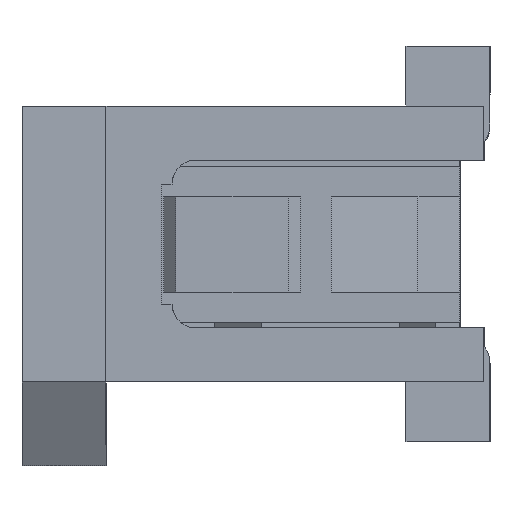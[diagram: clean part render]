
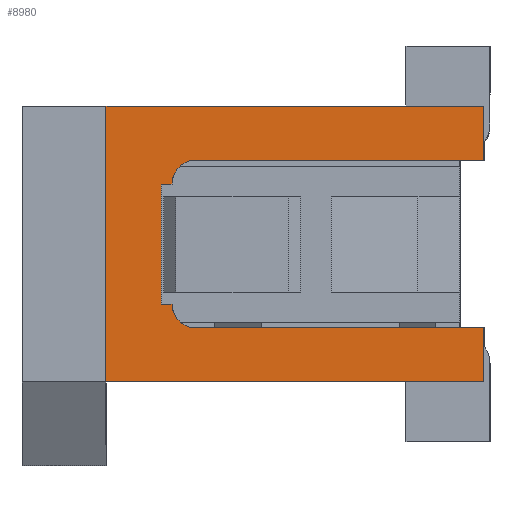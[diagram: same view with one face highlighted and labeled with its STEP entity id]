
A CAD part, left-side view. The second image highlights one B-rep face of the part: STEP entity #8980.
In plain terms, the highlighted planar face has unit normal (-1, 0, 0).
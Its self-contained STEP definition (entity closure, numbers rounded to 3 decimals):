
#1=DIRECTION('',(0.,1.,0.));
#2=VECTOR('',#1,3.15);
#3=CARTESIAN_POINT('',(-5.45,0.05,-1.15));
#4=LINE('',#3,#2);
#5=DIRECTION('',(0.,0.,-1.));
#6=VECTOR('',#5,2.3);
#7=CARTESIAN_POINT('',(-5.45,3.2,1.15));
#8=LINE('',#7,#6);
#9=DIRECTION('',(0.,-1.,0.));
#10=VECTOR('',#9,3.15);
#11=CARTESIAN_POINT('',(-5.45,3.2,1.15));
#12=LINE('',#11,#10);
#13=DIRECTION('',(0.,0.,-1.));
#14=VECTOR('',#13,0.45);
#15=CARTESIAN_POINT('',(-5.45,0.05,1.15));
#16=LINE('',#15,#14);
#17=CARTESIAN_POINT('',(-5.45,2.45,0.5));
#18=DIRECTION('',(-1.,0.,0.));
#19=DIRECTION('',(0.,0.,1.));
#20=AXIS2_PLACEMENT_3D('',#17,#18,#19);
#22=DIRECTION('',(0.,1.,0.));
#23=VECTOR('',#22,0.088);
#24=CARTESIAN_POINT('',(-5.45,2.65,0.5));
#25=LINE('',#24,#23);
#26=DIRECTION('',(0.,0.,-1.));
#27=VECTOR('',#26,1.);
#28=CARTESIAN_POINT('',(-5.45,2.738,0.5));
#29=LINE('',#28,#27);
#30=DIRECTION('',(0.,-1.,0.));
#31=VECTOR('',#30,0.088);
#32=CARTESIAN_POINT('',(-5.45,2.738,-0.5));
#33=LINE('',#32,#31);
#34=CARTESIAN_POINT('',(-5.45,2.45,-0.5));
#35=DIRECTION('',(-1.,0.,0.));
#36=DIRECTION('',(0.,1.,0.));
#37=AXIS2_PLACEMENT_3D('',#34,#35,#36);
#39=DIRECTION('',(0.,0.,-1.));
#40=VECTOR('',#39,0.45);
#41=CARTESIAN_POINT('',(-5.45,0.05,-0.7));
#42=LINE('',#41,#40);
#2927=DIRECTION('',(0.,-1.,0.));
#2928=VECTOR('',#2927,2.4);
#2929=CARTESIAN_POINT('',(-5.45,2.45,0.7));
#2930=LINE('',#2929,#2928);
#3432=DIRECTION('',(0.,1.,0.));
#3433=VECTOR('',#3432,2.4);
#3434=CARTESIAN_POINT('',(-5.45,0.05,-0.7));
#3435=LINE('',#3434,#3433);
#6781=CARTESIAN_POINT('',(-5.45,0.05,-0.7));
#6782=CARTESIAN_POINT('',(-5.45,0.05,-1.15));
#6783=VERTEX_POINT('',#6781);
#6784=VERTEX_POINT('',#6782);
#6789=CARTESIAN_POINT('',(-5.45,0.05,1.15));
#6790=CARTESIAN_POINT('',(-5.45,0.05,0.7));
#6791=VERTEX_POINT('',#6789);
#6792=VERTEX_POINT('',#6790);
#6833=CARTESIAN_POINT('',(-5.45,2.65,0.5));
#6834=CARTESIAN_POINT('',(-5.45,2.738,0.5));
#6835=VERTEX_POINT('',#6833);
#6836=VERTEX_POINT('',#6834);
#6837=CARTESIAN_POINT('',(-5.45,2.738,-0.5));
#6838=VERTEX_POINT('',#6837);
#6839=CARTESIAN_POINT('',(-5.45,2.65,-0.5));
#6840=VERTEX_POINT('',#6839);
#6845=CARTESIAN_POINT('',(-5.45,2.45,0.7));
#6846=VERTEX_POINT('',#6845);
#6847=CARTESIAN_POINT('',(-5.45,2.45,-0.7));
#6848=VERTEX_POINT('',#6847);
#7223=CARTESIAN_POINT('',(-5.45,3.2,-1.15));
#7224=VERTEX_POINT('',#7223);
#7227=CARTESIAN_POINT('',(-5.45,3.2,1.15));
#7228=VERTEX_POINT('',#7227);
#8949=CARTESIAN_POINT('',(-5.45,0.,0.));
#8950=DIRECTION('',(1.,0.,0.));
#8951=DIRECTION('',(0.,0.,-1.));
#8952=AXIS2_PLACEMENT_3D('',#8949,#8950,#8951);
#8953=PLANE('',#8952);
#8955=ORIENTED_EDGE('',*,*,#8954,.T.);
#8957=ORIENTED_EDGE('',*,*,#8956,.F.);
#8959=ORIENTED_EDGE('',*,*,#8958,.T.);
#8961=ORIENTED_EDGE('',*,*,#8960,.T.);
#8963=ORIENTED_EDGE('',*,*,#8962,.F.);
#8965=ORIENTED_EDGE('',*,*,#8964,.T.);
#8967=ORIENTED_EDGE('',*,*,#8966,.T.);
#8969=ORIENTED_EDGE('',*,*,#8968,.T.);
#8971=ORIENTED_EDGE('',*,*,#8970,.T.);
#8973=ORIENTED_EDGE('',*,*,#8972,.T.);
#8975=ORIENTED_EDGE('',*,*,#8974,.F.);
#8977=ORIENTED_EDGE('',*,*,#8976,.T.);
#8978=EDGE_LOOP('',(#8955,#8957,#8959,#8961,#8963,#8965,#8967,#8969,#8971,#8973,
#8975,#8977));
#8979=FACE_OUTER_BOUND('',#8978,.F.);
#8980=ADVANCED_FACE('',(#8979),#8953,.F.);
#21=CIRCLE('',#20,0.2);
#38=CIRCLE('',#37,0.2);
#8954=EDGE_CURVE('',#6784,#7224,#4,.T.);
#8956=EDGE_CURVE('',#7228,#7224,#8,.T.);
#8958=EDGE_CURVE('',#7228,#6791,#12,.T.);
#8960=EDGE_CURVE('',#6791,#6792,#16,.T.);
#8962=EDGE_CURVE('',#6846,#6792,#2930,.T.);
#8964=EDGE_CURVE('',#6846,#6835,#21,.T.);
#8966=EDGE_CURVE('',#6835,#6836,#25,.T.);
#8968=EDGE_CURVE('',#6836,#6838,#29,.T.);
#8970=EDGE_CURVE('',#6838,#6840,#33,.T.);
#8972=EDGE_CURVE('',#6840,#6848,#38,.T.);
#8974=EDGE_CURVE('',#6783,#6848,#3435,.T.);
#8976=EDGE_CURVE('',#6783,#6784,#42,.T.);
